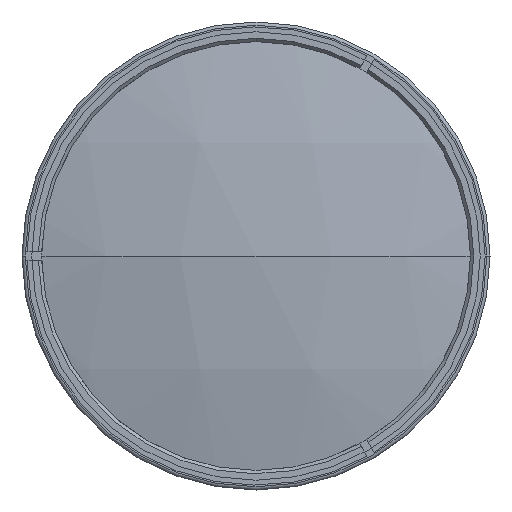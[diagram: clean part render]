
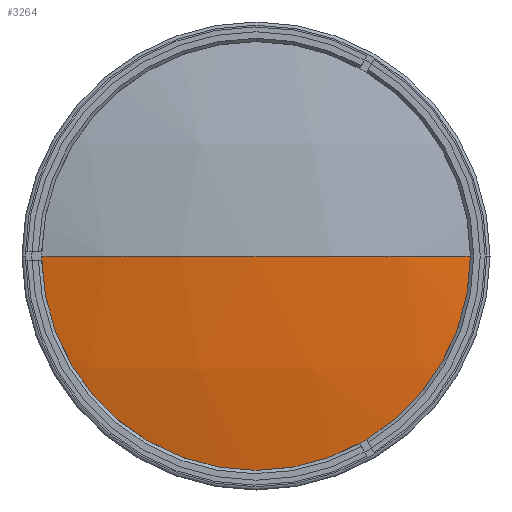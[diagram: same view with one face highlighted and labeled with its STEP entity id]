
A CAD part, left-side view. The second image highlights one B-rep face of the part: STEP entity #3264.
In plain terms, the highlighted spherical face has radius 300.64 mm.
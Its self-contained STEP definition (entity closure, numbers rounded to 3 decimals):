
#106 = DIRECTION ( 'NONE',  ( 0., 0., 1. ) ) ;
#327 = EDGE_CURVE ( 'NONE', #362, #942, #1448, .T. ) ;
#362 = VERTEX_POINT ( 'NONE', #2586 ) ;
#421 = SPHERICAL_SURFACE ( 'NONE', #988, 300.64 ) ;
#591 = CIRCLE ( 'NONE', #1058, 300.64 ) ;
#607 = CARTESIAN_POINT ( 'NONE',  ( 22.64, 0., 0. ) ) ;
#767 = CARTESIAN_POINT ( 'NONE',  ( -278., 0., 0. ) ) ;
#872 = ORIENTED_EDGE ( 'NONE', *, *, #1395, .T. ) ;
#926 = CIRCLE ( 'NONE', #3535, 300.64 ) ;
#942 = VERTEX_POINT ( 'NONE', #2093 ) ;
#988 = AXIS2_PLACEMENT_3D ( 'NONE', #1771, #4048, #2097 ) ;
#1058 = AXIS2_PLACEMENT_3D ( 'NONE', #1573, #3832, #1892 ) ;
#1395 = EDGE_CURVE ( 'NONE', #942, #1691, #926, .T. ) ;
#1448 = CIRCLE ( 'NONE', #3275, 68.5 ) ;
#1573 = CARTESIAN_POINT ( 'NONE',  ( 22.64, 0., 0. ) ) ;
#1621 = FACE_OUTER_BOUND ( 'NONE', #2462, .T. ) ;
#1691 = VERTEX_POINT ( 'NONE', #767 ) ;
#1771 = CARTESIAN_POINT ( 'NONE',  ( 22.64, 0., 0. ) ) ;
#1892 = DIRECTION ( 'NONE',  ( 0., -1., 0. ) ) ;
#2093 = CARTESIAN_POINT ( 'NONE',  ( -270.092, -68.5, 0. ) ) ;
#2097 = DIRECTION ( 'NONE',  ( 0., 1., 0. ) ) ;
#2142 = ORIENTED_EDGE ( 'NONE', *, *, #3158, .F. ) ;
#2462 = EDGE_LOOP ( 'NONE', ( #2470, #872, #2142 ) ) ;
#2470 = ORIENTED_EDGE ( 'NONE', *, *, #327, .T. ) ;
#2586 = CARTESIAN_POINT ( 'NONE',  ( -270.092, 68.5, 0. ) ) ;
#2643 = CARTESIAN_POINT ( 'NONE',  ( -270.092, 0., 0. ) ) ;
#3101 = DIRECTION ( 'NONE',  ( 0., 1., 0. ) ) ;
#3158 = EDGE_CURVE ( 'NONE', #362, #1691, #591, .T. ) ;
#3218 = DIRECTION ( 'NONE',  ( 0., 0., -1. ) ) ;
#3264 = ADVANCED_FACE ( 'NONE', ( #1621 ), #421, .T. ) ;
#3275 = AXIS2_PLACEMENT_3D ( 'NONE', #2643, #3377, #106 ) ;
#3377 = DIRECTION ( 'NONE',  ( -1., 0., 0. ) ) ;
#3535 = AXIS2_PLACEMENT_3D ( 'NONE', #607, #3218, #3101 ) ;
#3832 = DIRECTION ( 'NONE',  ( 0., 0., 1. ) ) ;
#4048 = DIRECTION ( 'NONE',  ( 0., 0., -1. ) ) ;
